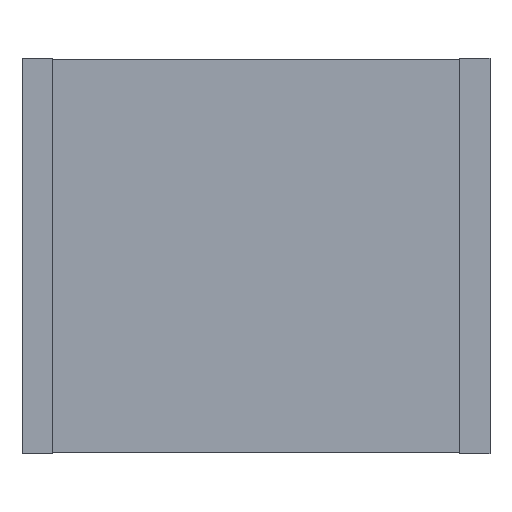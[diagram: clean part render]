
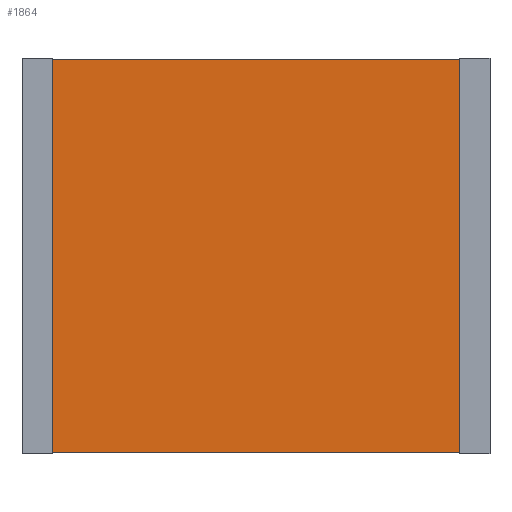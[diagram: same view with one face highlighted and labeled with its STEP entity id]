
A CAD part, front view. The second image highlights one B-rep face of the part: STEP entity #1864.
In plain terms, the highlighted planar face has unit normal (0, -1, 0).
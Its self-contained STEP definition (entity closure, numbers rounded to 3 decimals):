
#52 = CARTESIAN_POINT ( 'NONE',  ( 7.19, 0., 0. ) ) ;
#90 = CARTESIAN_POINT ( 'NONE',  ( 0.49, 0., 0. ) ) ;
#113 = ORIENTED_EDGE ( 'NONE', *, *, #2342, .F. ) ;
#184 = CARTESIAN_POINT ( 'NONE',  ( 0.49, 0., -6.48 ) ) ;
#189 = EDGE_CURVE ( 'NONE', #899, #502, #1992, .T. ) ;
#241 = VECTOR ( 'NONE', #986, 1000. ) ;
#253 = CARTESIAN_POINT ( 'NONE',  ( 0., 0., 0. ) ) ;
#260 = CARTESIAN_POINT ( 'NONE',  ( 7.19, 0., -6.48 ) ) ;
#291 = VERTEX_POINT ( 'NONE', #260 ) ;
#348 = VECTOR ( 'NONE', #818, 1000. ) ;
#358 = FACE_OUTER_BOUND ( 'NONE', #914, .T. ) ;
#393 = CARTESIAN_POINT ( 'NONE',  ( 7.19, 0., 0. ) ) ;
#502 = VERTEX_POINT ( 'NONE', #184 ) ;
#535 = ORIENTED_EDGE ( 'NONE', *, *, #2274, .F. ) ;
#630 = CARTESIAN_POINT ( 'NONE',  ( 0., 0., -6.48 ) ) ;
#765 = PLANE ( 'NONE',  #1403 ) ;
#784 = DIRECTION ( 'NONE',  ( 0., -1., 0. ) ) ;
#818 = DIRECTION ( 'NONE',  ( 1., 0., 0. ) ) ;
#899 = VERTEX_POINT ( 'NONE', #90 ) ;
#914 = EDGE_LOOP ( 'NONE', ( #113, #2264, #535, #1842 ) ) ;
#986 = DIRECTION ( 'NONE',  ( 0., 0., 1. ) ) ;
#1059 = DIRECTION ( 'NONE',  ( 0., 0., -1. ) ) ;
#1152 = EDGE_CURVE ( 'NONE', #291, #1304, #1342, .T. ) ;
#1192 = DIRECTION ( 'NONE',  ( 0., 0., -1. ) ) ;
#1304 = VERTEX_POINT ( 'NONE', #52 ) ;
#1342 = LINE ( 'NONE', #393, #241 ) ;
#1403 = AXIS2_PLACEMENT_3D ( 'NONE', #1949, #784, #1192 ) ;
#1421 = DIRECTION ( 'NONE',  ( -1., 0., 0. ) ) ;
#1627 = CARTESIAN_POINT ( 'NONE',  ( 0.49, 0., 0. ) ) ;
#1842 = ORIENTED_EDGE ( 'NONE', *, *, #189, .T. ) ;
#1864 = ADVANCED_FACE ( 'NONE', ( #358 ), #765, .T. ) ;
#1869 = VECTOR ( 'NONE', #1421, 1000. ) ;
#1949 = CARTESIAN_POINT ( 'NONE',  ( 0., 0., 0. ) ) ;
#1992 = LINE ( 'NONE', #1627, #2072 ) ;
#2072 = VECTOR ( 'NONE', #1059, 1000. ) ;
#2139 = LINE ( 'NONE', #253, #348 ) ;
#2264 = ORIENTED_EDGE ( 'NONE', *, *, #1152, .T. ) ;
#2274 = EDGE_CURVE ( 'NONE', #899, #1304, #2139, .T. ) ;
#2342 = EDGE_CURVE ( 'NONE', #291, #502, #2356, .T. ) ;
#2356 = LINE ( 'NONE', #630, #1869 ) ;
